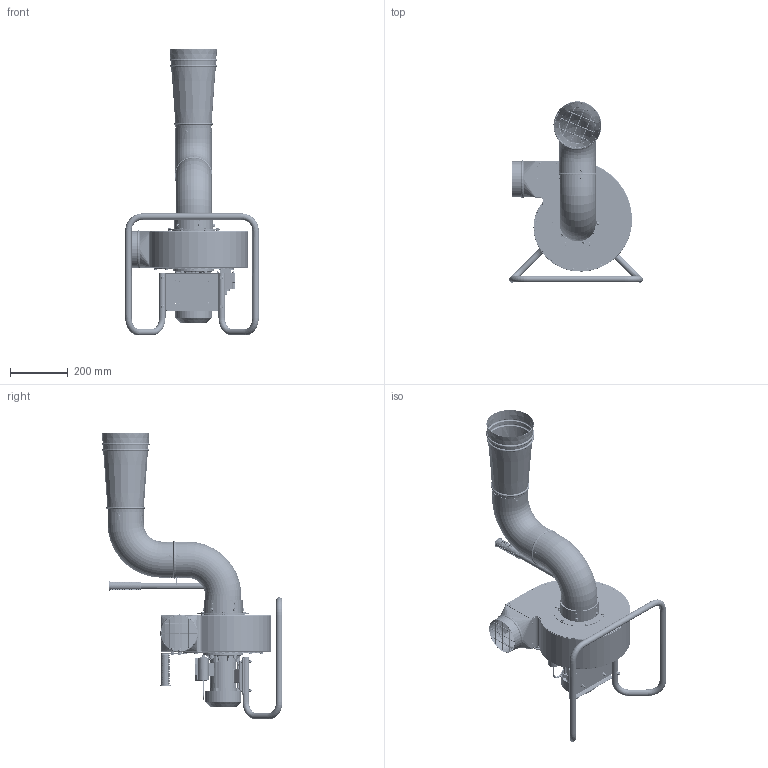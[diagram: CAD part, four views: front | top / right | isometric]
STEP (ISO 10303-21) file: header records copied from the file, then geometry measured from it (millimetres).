
FILE_DESCRIPTION(/* description */ ('GEPARD-1000'),/* implementation_level */ '2;1');
FILE_NAME(/* name */ '803O20 - GEPARD-1000 @ MODEL 3D DLA PROJEKTANTÓW.stp',/* time_stamp */ '2022-08-29T09:33:00+02:00',/* author */ ('b.kitowicz'),/* organization */ ('KLIMAWENT S.A.'),/* preprocessor_version */ 'ST-DEVELOPER v18.1',/* originating_system */ 'Autodesk Inventor 2022',/* authorisation */ '');
FILE_SCHEMA (('AUTOMOTIVE_DESIGN { 1 0 10303 214 3 1 1 }'));
Length unit declared in the file: millimetre
Products named in the file (1): 803O20
Bounding box: 461.98 x 624.99 x 991.34 mm (x, y, z)
Volume: 3010578.4 mm3; surface area: 2305747.2 mm2
Topology: 19 solids, 47 shells, 9347 faces, 22909 edges, 14821 vertices
Faces by surface type: plane 5952, cylinder 1357, bspline 1218, cone 422, torus 360, sphere 38
Full cylindrical faces by diameter (mm): 2.4 x34, 3 x24, 3.2 x62, 3.3 x2, 3.5 x54, 3.621 x4, 4 x26, 4.134 x1, 4.2 x4, 4.3 x2, 4.8 x3, 4.917 x5, 6 x77, 6.2 x6, 6.4 x15, 6.5 x73, 6.7 x4, 7 x6, 7.5 x3, 7.92 x14, 8 x25, 8.88 x30, 9 x6, 9.1 x3, 9.2 x6, 10 x4, 11 x1, 11.63 x4, 12 x16, 12.5 x1
Entity records: 303456 total; most frequent: CARTESIAN_POINT 78303, ORIENTED_EDGE 45786, DIRECTION 41687, EDGE_CURVE 22893, VERTEX_POINT 14851, AXIS2_PLACEMENT_3D 13979, LINE 13729, VECTOR 13729
